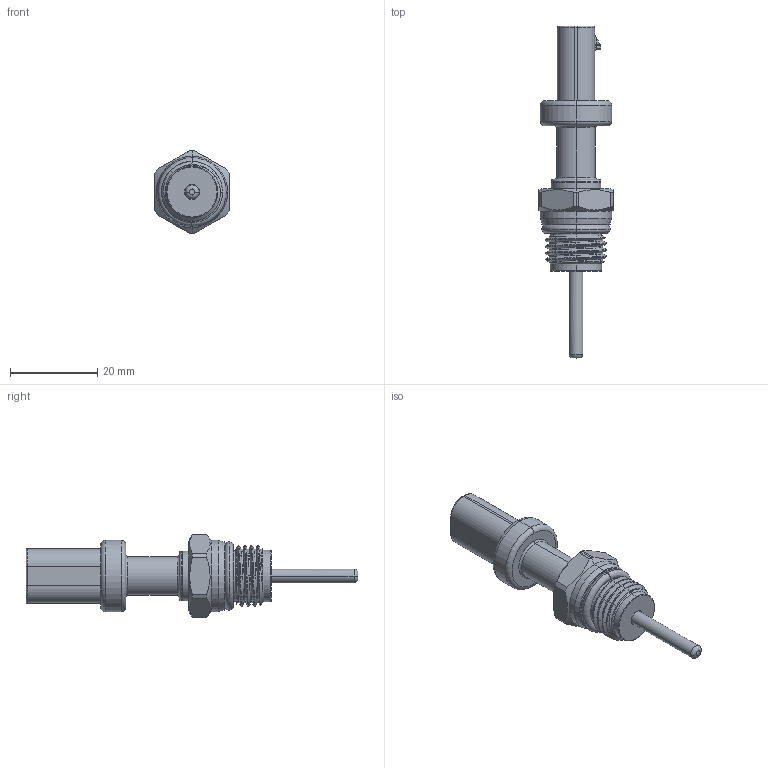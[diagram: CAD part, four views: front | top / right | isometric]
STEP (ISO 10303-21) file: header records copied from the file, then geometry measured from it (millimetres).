
FILE_DESCRIPTION (( 'STEP AP203' ), '1' );
FILE_NAME ('5024-0762.STEP', '2019-05-01T12:39:16', ( '' ), ( '' ), 'SwSTEP 2.0', 'SolidWorks 2017', '' );
FILE_SCHEMA (( 'CONFIG_CONTROL_DESIGN' ));
Length unit declared in the file: inch
Products named in the file (1): 5024-0762
Bounding box: 17 x 76.23 x 19 mm (x, y, z)
Surface area: 3747.1 mm2 (no closed solid volume)
Topology: 0 solids, 6 shells, 273 faces, 640 edges, 373 vertices
Faces by surface type: bspline 106, cylinder 60, plane 45, torus 30, cone 30, sphere 2
Entity records: 8982 total; most frequent: CARTESIAN_POINT 3493, ORIENTED_EDGE 1233, DIRECTION 962, EDGE_CURVE 638, VERTEX_POINT 373, AXIS2_PLACEMENT_3D 344, EDGE_LOOP 281, VECTOR 274
